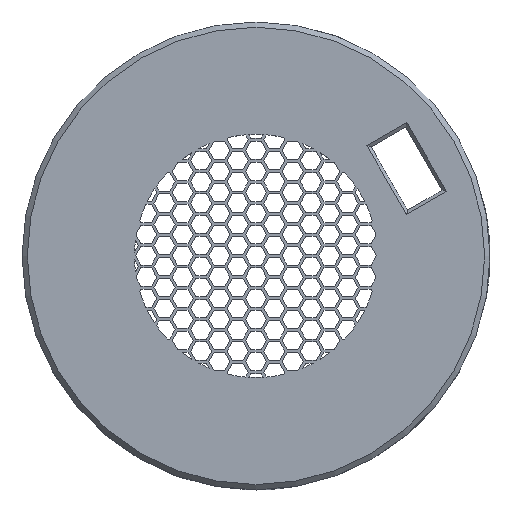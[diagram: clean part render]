
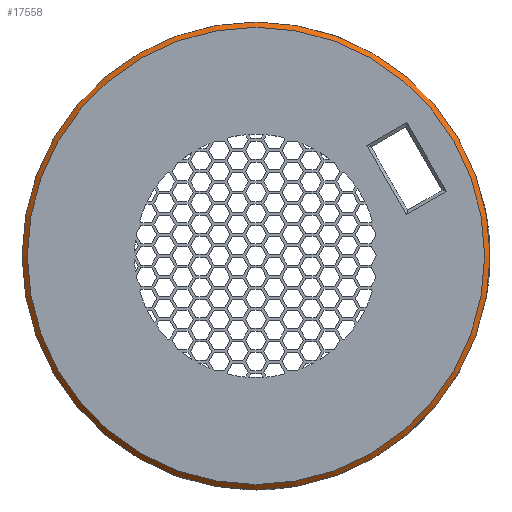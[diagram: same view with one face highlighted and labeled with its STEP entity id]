
A CAD part, top view. The second image highlights one B-rep face of the part: STEP entity #17558.
In plain terms, the highlighted conical face has half-angle 45 degrees and reference radius 109.4 mm.
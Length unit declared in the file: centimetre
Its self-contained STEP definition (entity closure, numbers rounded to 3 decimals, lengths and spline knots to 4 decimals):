
#415=LINE('',#23826,#2817);
#2817=VECTOR('',#19439,10.94);
#5219=CONICAL_SURFACE('',#18431,10.94,0.785);
#5227=FACE_OUTER_BOUND('',#6094,.T.);
#6094=EDGE_LOOP('',(#11646,#11647,#11648,#11649));
#7264=CIRCLE('',#18432,10.815);
#7265=CIRCLE('',#18433,11.065);
#7384=VERTEX_POINT('',#23823);
#7385=VERTEX_POINT('',#23825);
#9090=EDGE_CURVE('',#7384,#7384,#7264,.T.);
#9091=EDGE_CURVE('',#7384,#7385,#415,.T.);
#9092=EDGE_CURVE('',#7385,#7385,#7265,.T.);
#11646=ORIENTED_EDGE('',*,*,#9090,.T.);
#11647=ORIENTED_EDGE('',*,*,#9091,.T.);
#11648=ORIENTED_EDGE('',*,*,#9092,.T.);
#11649=ORIENTED_EDGE('',*,*,#9091,.F.);
#17558=ADVANCED_FACE('',(#5227),#5219,.T.);
#18431=AXIS2_PLACEMENT_3D('',#23822,#19435,#19436);
#18432=AXIS2_PLACEMENT_3D('',#23824,#19437,#19438);
#18433=AXIS2_PLACEMENT_3D('',#23827,#19440,#19441);
#19435=DIRECTION('center_axis',(0.,0.,-1.));
#19436=DIRECTION('ref_axis',(-1.,0.,0.));
#19437=DIRECTION('center_axis',(0.,0.,-1.));
#19438=DIRECTION('ref_axis',(-1.,0.,0.));
#19439=DIRECTION('',(0.707,0.,-0.707));
#19440=DIRECTION('center_axis',(0.,0.,1.));
#19441=DIRECTION('ref_axis',(-1.,0.,0.));
#23822=CARTESIAN_POINT('Origin',(0.,0.,4.225));
#23823=CARTESIAN_POINT('',(10.815,0.,4.35));
#23824=CARTESIAN_POINT('Origin',(0.,0.,4.35));
#23825=CARTESIAN_POINT('',(11.065,0.,4.1));
#23826=CARTESIAN_POINT('',(10.94,0.,4.225));
#23827=CARTESIAN_POINT('Origin',(0.,0.,4.1));
